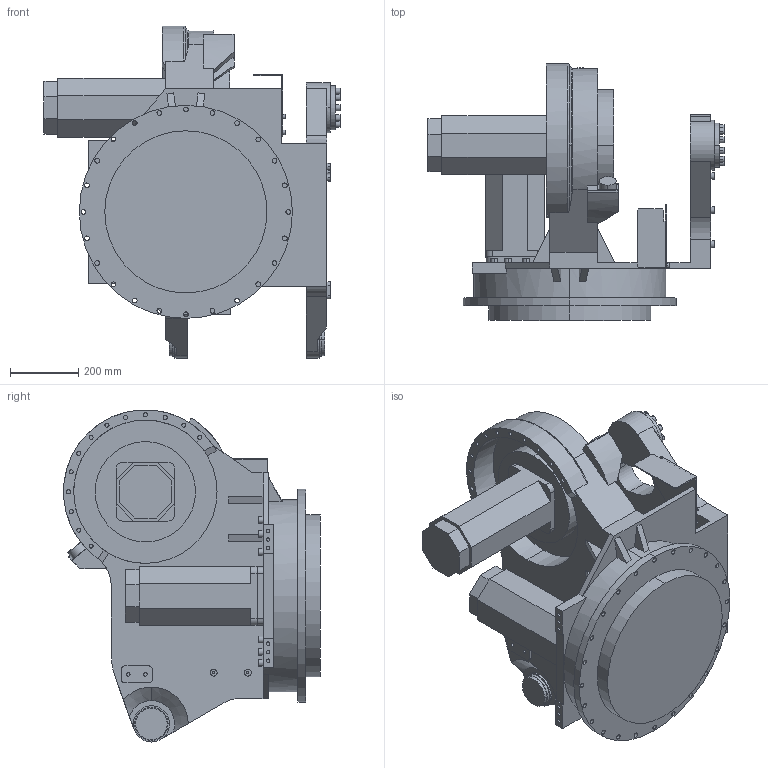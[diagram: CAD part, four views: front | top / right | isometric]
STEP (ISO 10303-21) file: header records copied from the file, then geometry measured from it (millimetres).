
FILE_DESCRIPTION (( 'STEP AP203' ), '1' );
FILE_NAME ('430-j1_Default_sldprt.STEP', '2021-08-15T18:12:36', ( '' ), ( '' ), 'SwSTEP 2.0', 'SolidWorks 2021', '' );
FILE_SCHEMA (( 'CONFIG_CONTROL_DESIGN' ));
Length unit declared in the file: millimetre
Products named in the file (1): 430-j1_Default_sldprt
Bounding box: 867.8 x 751.91 x 972.39 mm (x, y, z)
Surface area: 3677240 mm2 (no closed solid volume)
Topology: 0 solids, 3 shells, 485 faces, 1244 edges, 824 vertices
Faces by surface type: cylinder 246, plane 229, bspline 5, cone 5
Entity records: 15374 total; most frequent: CARTESIAN_POINT 3161, DIRECTION 2617, ORIENTED_EDGE 2458, EDGE_CURVE 1235, AXIS2_PLACEMENT_3D 1013, VERTEX_POINT 820, EDGE_LOOP 600, VECTOR 591
